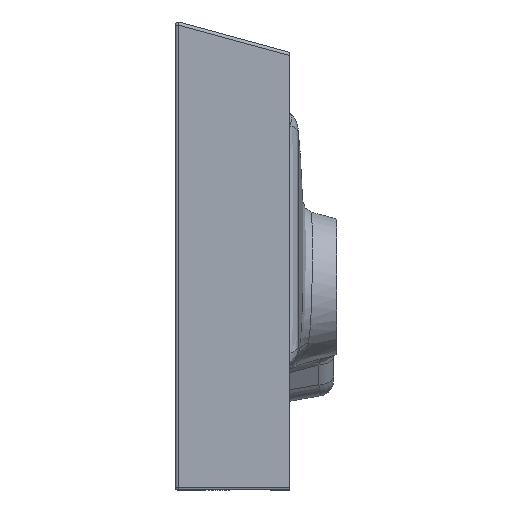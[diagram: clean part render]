
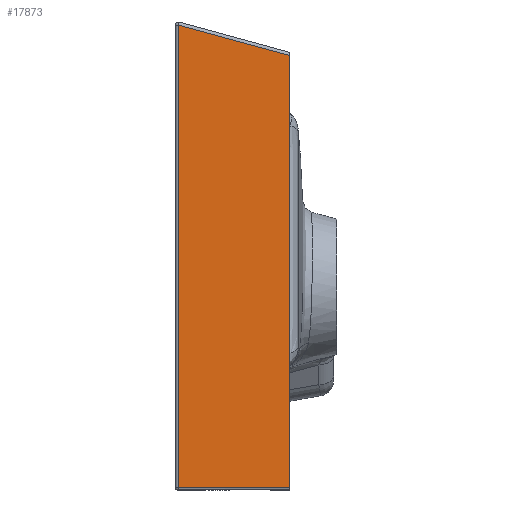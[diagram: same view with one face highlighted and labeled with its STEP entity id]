
A CAD part, left-side view. The second image highlights one B-rep face of the part: STEP entity #17873.
In plain terms, the highlighted planar face has unit normal (-1, 0.009, 0).
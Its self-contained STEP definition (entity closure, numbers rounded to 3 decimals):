
#107 = CARTESIAN_POINT ( 'NONE',  ( -299.066, -2.974, 251.072 ) ) ;
#411 = PLANE ( 'NONE',  #15438 ) ;
#768 = ORIENTED_EDGE ( 'NONE', *, *, #13236, .T. ) ;
#811 = VECTOR ( 'NONE', #3999, 1000. ) ;
#889 = DIRECTION ( 'NONE',  ( -0.009, -1., 0. ) ) ;
#3106 = CARTESIAN_POINT ( 'NONE',  ( -300., -110., -193. ) ) ;
#3238 = VERTEX_POINT ( 'NONE', #107 ) ;
#3652 = CARTESIAN_POINT ( 'NONE',  ( -299.993, -109.209, 222.099 ) ) ;
#3999 = DIRECTION ( 'NONE',  ( 0., 0., -1. ) ) ;
#5149 = CARTESIAN_POINT ( 'NONE',  ( -300., -110., 221.883 ) ) ;
#5355 = CARTESIAN_POINT ( 'NONE',  ( -300., -110., 225. ) ) ;
#6098 = VECTOR ( 'NONE', #9562, 1000. ) ;
#6342 = CARTESIAN_POINT ( 'NONE',  ( -300., -110., 225. ) ) ;
#6404 = CARTESIAN_POINT ( 'NONE',  ( -299.066, -2.974, -193. ) ) ;
#6536 = EDGE_LOOP ( 'NONE', ( #768, #13380, #15283, #6673 ) ) ;
#6673 = ORIENTED_EDGE ( 'NONE', *, *, #12848, .T. ) ;
#8275 = LINE ( 'NONE', #14199, #13538 ) ;
#9246 = VERTEX_POINT ( 'NONE', #3106 ) ;
#9562 = DIRECTION ( 'NONE',  ( 0.008, 0.965, 0.263 ) ) ;
#10248 = VERTEX_POINT ( 'NONE', #6404 ) ;
#10349 = VERTEX_POINT ( 'NONE', #5149 ) ;
#11262 = DIRECTION ( 'NONE',  ( 0., 0., 1. ) ) ;
#11364 = LINE ( 'NONE', #17289, #811 ) ;
#12262 = DIRECTION ( 'NONE',  ( -1., 0.009, 0. ) ) ;
#12848 = EDGE_CURVE ( 'NONE', #10349, #3238, #16940, .T. ) ;
#13119 = EDGE_CURVE ( 'NONE', #9246, #10349, #18638, .T. ) ;
#13236 = EDGE_CURVE ( 'NONE', #3238, #10248, #11364, .T. ) ;
#13380 = ORIENTED_EDGE ( 'NONE', *, *, #14192, .T. ) ;
#13538 = VECTOR ( 'NONE', #889, 1000. ) ;
#13719 = FACE_OUTER_BOUND ( 'NONE', #6536, .T. ) ;
#14192 = EDGE_CURVE ( 'NONE', #10248, #9246, #8275, .T. ) ;
#14199 = CARTESIAN_POINT ( 'NONE',  ( -300., -110., -193. ) ) ;
#15072 = VECTOR ( 'NONE', #11262, 1000. ) ;
#15283 = ORIENTED_EDGE ( 'NONE', *, *, #13119, .T. ) ;
#15438 = AXIS2_PLACEMENT_3D ( 'NONE', #6342, #12262, #18184 ) ;
#16940 = LINE ( 'NONE', #3652, #6098 ) ;
#17289 = CARTESIAN_POINT ( 'NONE',  ( -299.066, -2.974, -195. ) ) ;
#17873 = ADVANCED_FACE ( 'NONE', ( #13719 ), #411, .T. ) ;
#18184 = DIRECTION ( 'NONE',  ( -0.009, -1., 0. ) ) ;
#18638 = LINE ( 'NONE', #5355, #15072 ) ;
